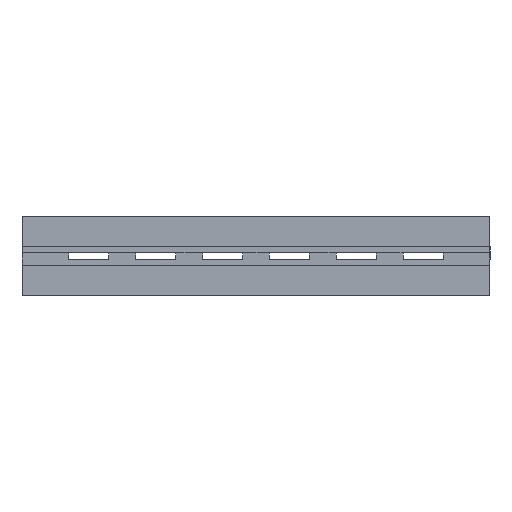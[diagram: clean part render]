
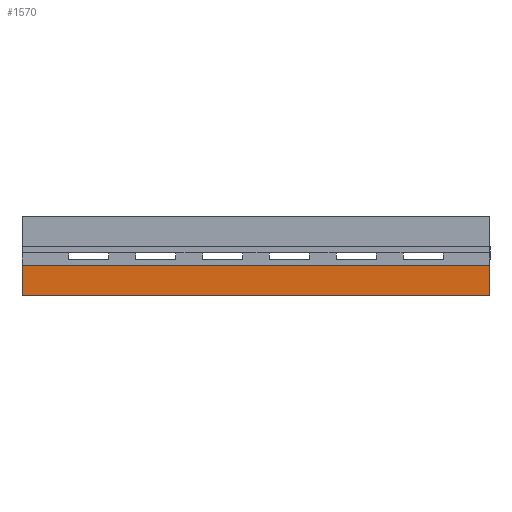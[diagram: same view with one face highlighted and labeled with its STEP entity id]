
A CAD part, left-side view. The second image highlights one B-rep face of the part: STEP entity #1570.
In plain terms, the highlighted planar face has unit normal (-1, 0, 0).
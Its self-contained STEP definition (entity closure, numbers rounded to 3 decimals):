
#149=ORIENTED_EDGE('',*,*,#369,.F.);
#150=ORIENTED_EDGE('',*,*,#461,.T.);
#151=ORIENTED_EDGE('',*,*,#462,.T.);
#152=ORIENTED_EDGE('',*,*,#463,.F.);
#369=EDGE_CURVE('',#534,#535,#634,.T.);
#461=EDGE_CURVE('',#534,#609,#723,.T.);
#462=EDGE_CURVE('',#609,#610,#724,.T.);
#463=EDGE_CURVE('',#535,#610,#725,.T.);
#534=VERTEX_POINT('',#1968);
#535=VERTEX_POINT('',#1970);
#609=VERTEX_POINT('',#2161);
#610=VERTEX_POINT('',#2163);
#634=LINE('',#1969,#796);
#723=LINE('',#2160,#885);
#724=LINE('',#2162,#886);
#725=LINE('',#2164,#887);
#796=VECTOR('',#1684,1000.);
#885=VECTOR('',#1811,1000.);
#886=VECTOR('',#1812,1000.);
#887=VECTOR('',#1813,1000.);
#972=EDGE_LOOP('',(#149,#150,#151,#152));
#1028=FACE_BOUND('',#972,.T.);
#1084=PLANE('',#1633);
#1570=ADVANCED_FACE('',(#1028),#1084,.T.);
#1633=AXIS2_PLACEMENT_3D('',#2159,#1809,#1810);
#1684=DIRECTION('',(0.,-1.,0.));
#1809=DIRECTION('',(-1.,0.,0.));
#1810=DIRECTION('',(0.,0.,1.));
#1811=DIRECTION('',(0.,0.,-1.));
#1812=DIRECTION('',(0.,-1.,0.));
#1813=DIRECTION('',(0.,0.,-1.));
#1968=CARTESIAN_POINT('',(-50.,1.75,-0.043));
#1969=CARTESIAN_POINT('',(-50.,-1.75,-0.043));
#1970=CARTESIAN_POINT('',(-50.,-1.75,-0.043));
#2159=CARTESIAN_POINT('',(-50.,-1.75,0.05));
#2160=CARTESIAN_POINT('',(-50.,1.75,0.05));
#2161=CARTESIAN_POINT('',(-50.,1.75,-0.268));
#2162=CARTESIAN_POINT('',(-50.,1.75,-0.268));
#2163=CARTESIAN_POINT('',(-50.,-1.75,-0.268));
#2164=CARTESIAN_POINT('',(-50.,-1.75,0.05));
